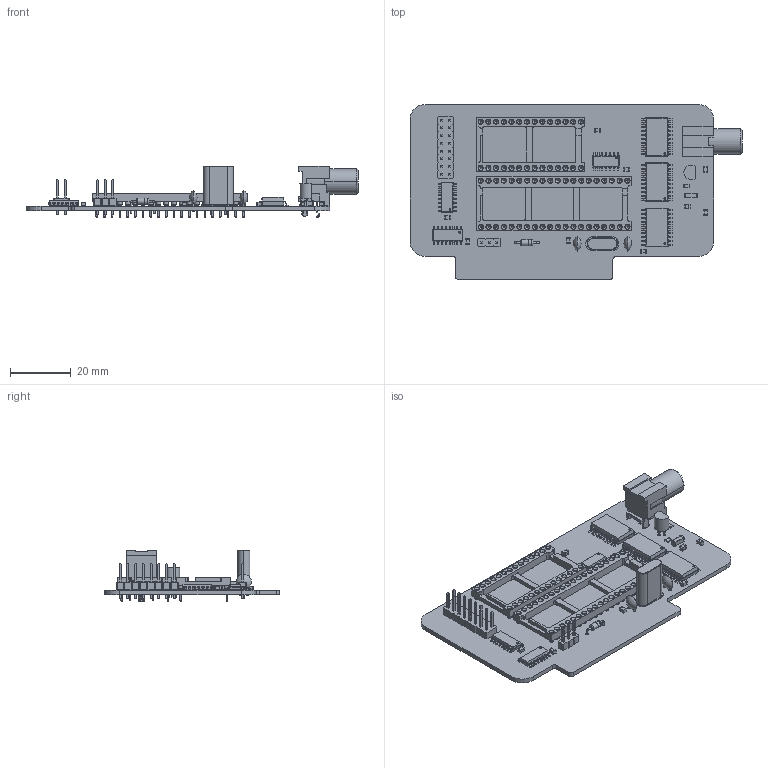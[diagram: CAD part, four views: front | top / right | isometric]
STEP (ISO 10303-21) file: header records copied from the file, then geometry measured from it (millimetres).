
FILE_DESCRIPTION(('KiCad electronic assembly'),'2;1');
FILE_NAME('Video Card.step','2025-09-09T15:59:33',('Pcbnew'),('Kicad'), 'Open CASCADE STEP processor 7.8','KiCad to STEP converter','Unknown' );
FILE_SCHEMA(('AUTOMOTIVE_DESIGN { 1 0 10303 214 1 1 1 1 }'));
Length unit declared in the file: millimetre
Products named in the file (18): Video Card 1; C_Disc_D5.0mm_W2.5mm_P2.50mm; SOIC-20W_7.5x12.8mm_P1.27mm; TO-92; C_0805_2012Metric; DIP-28_W15.24mm_Socket; DIP-40_W15.24mm_Socket; PinHeader_1x03_P2.54mm_Vertical; Crystal_HC49-U_Vertical; SOIC-16_3.9x9.9mm_P1.27mm; PJRAN1X1U04X; PJRAN1X1U04X-edit; D_DO-35_SOD27_P7.62mm_Horizontal; R_0805_2012Metric; SO-14_3.9x8.65mm_P1.27mm; PinHeader_2x08_P2.54mm_Vertical; L_1806_4516Metric; Video Card_PCB
Assembly tree (29 placements, depth 3):
  Video Card 1
    C_Disc_D5.0mm_W2.5mm_P2.50mm  x2
    SOIC-20W_7.5x12.8mm_P1.27mm  x3
    TO-92
    C_0805_2012Metric  x8
    DIP-28_W15.24mm_Socket
    DIP-40_W15.24mm_Socket
    PinHeader_1x03_P2.54mm_Vertical
    Crystal_HC49-U_Vertical
    SOIC-16_3.9x9.9mm_P1.27mm  x2
    PJRAN1X1U04X
      PJRAN1X1U04X-edit
    D_DO-35_SOD27_P7.62mm_Horizontal
    R_0805_2012Metric  x2
    SO-14_3.9x8.65mm_P1.27mm
    PinHeader_2x08_P2.54mm_Vertical
    L_1806_4516Metric
    Video Card_PCB
Bounding box: 109.27 x 57.62 x 17.11 mm (x, y, z)
Volume: 13167 mm3; surface area: 20187.2 mm2
Topology: 34 solids, 34 shells, 3686 faces, 8854 edges, 5639 vertices
Faces by surface type: plane 2369, cylinder 1009, cone 206, bspline 88, torus 10, sphere 4
Full cylindrical faces by diameter (mm): 0.5 x9, 0.508 x136, 0.75 x3, 0.8 x76, 1 x19, 1.524 x68, 1.724 x68, 2 x2, 2.02 x1
Entity records: 89276 total; most frequent: DIRECTION 12440, CARTESIAN_POINT 12400, ORIENTED_EDGE 11543, EDGE_CURVE 5772, AXIS2_PLACEMENT_3D 4211, LINE 4018, VECTOR 4018, VERTEX_POINT 3669
